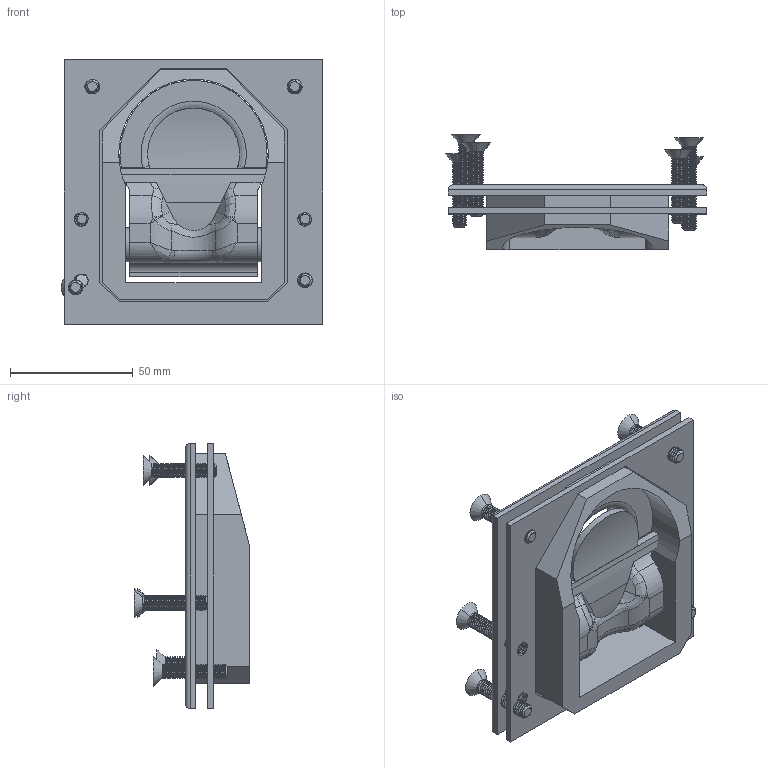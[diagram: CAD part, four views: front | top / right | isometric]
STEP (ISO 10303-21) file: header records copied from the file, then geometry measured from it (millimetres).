
FILE_DESCRIPTION (( 'STEP AP214' ), '1' );
FILE_NAME ('05751-Recessed Rope Ring 2500kg.STEP', '2019-06-04T02:52:24', ( '' ), ( '' ), 'SwSTEP 2.0', 'SolidWorks 2018', '' );
FILE_SCHEMA (( 'AUTOMOTIVE_DESIGN' ));
Length unit declared in the file: millimetre
Products named in the file (6): Main Body; Rope Ring plate; Ring; 05751-Recessed Rope Ring 2500kg; Push button; M6 Screw
Assembly tree (10 placements, depth 2):
  05751-Recessed Rope Ring 2500kg
    Main Body
    Ring
    Rope Ring plate
    Push button
    M6 Screw  x6
Bounding box: 106.77 x 47.09 x 108 mm (x, y, z)
Volume: 129197.6 mm3; surface area: 60204.5 mm2
Topology: 10 solids, 10 shells, 962 faces, 2702 edges, 1789 vertices
Faces by surface type: cylinder 404, plane 295, bspline 218, cone 38, torus 5, sphere 2
Entity records: 39775 total; most frequent: CARTESIAN_POINT 26018, ORIENTED_EDGE 3316, DIRECTION 2029, EDGE_CURVE 1658, VERTEX_POINT 1089, VECTOR 905, LINE 905, EDGE_LOOP 665
